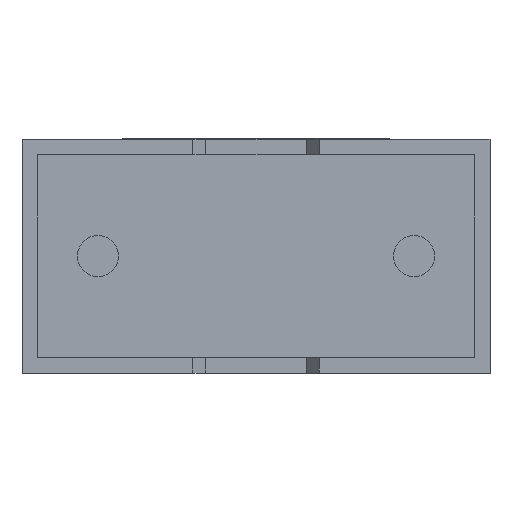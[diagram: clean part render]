
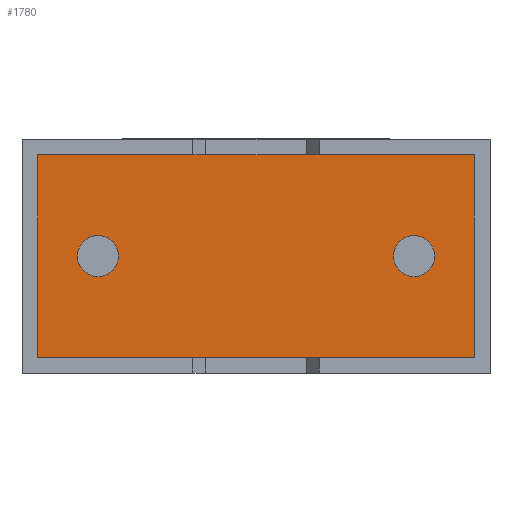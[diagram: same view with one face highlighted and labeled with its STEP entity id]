
A CAD part, front view. The second image highlights one B-rep face of the part: STEP entity #1780.
In plain terms, the highlighted planar face has unit normal (0, -1, 0).
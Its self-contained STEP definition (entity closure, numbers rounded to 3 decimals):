
#48 = CARTESIAN_POINT ( 'NONE',  ( 7.153, 0.75, 3.453 ) ) ;
#102 = EDGE_CURVE ( 'NONE', #931, #2795, #2076, .T. ) ;
#139 = VECTOR ( 'NONE', #2633, 1000. ) ;
#199 = FACE_BOUND ( 'NONE', #843, .T. ) ;
#330 = CARTESIAN_POINT ( 'NONE',  ( 0.247, 0.75, 0.247 ) ) ;
#335 = CARTESIAN_POINT ( 'NONE',  ( 6.2, 0.75, 1.85 ) ) ;
#360 = ORIENTED_EDGE ( 'NONE', *, *, #2606, .T. ) ;
#397 = EDGE_LOOP ( 'NONE', ( #865, #360, #3049, #806 ) ) ;
#434 = EDGE_CURVE ( 'NONE', #962, #2038, #2511, .T. ) ;
#514 = LINE ( 'NONE', #2299, #2357 ) ;
#547 = DIRECTION ( 'NONE',  ( 0., -1., 0. ) ) ;
#567 = CARTESIAN_POINT ( 'NONE',  ( 1.2, 0.75, 1.85 ) ) ;
#584 = ORIENTED_EDGE ( 'NONE', *, *, #2690, .F. ) ;
#592 = DIRECTION ( 'NONE',  ( 0., 0., -1. ) ) ;
#599 = AXIS2_PLACEMENT_3D ( 'NONE', #335, #1989, #592 ) ;
#650 = CARTESIAN_POINT ( 'NONE',  ( 0.247, 0.75, 3.453 ) ) ;
#702 = AXIS2_PLACEMENT_3D ( 'NONE', #915, #1143, #2783 ) ;
#737 = ORIENTED_EDGE ( 'NONE', *, *, #102, .F. ) ;
#741 = VERTEX_POINT ( 'NONE', #1038 ) ;
#788 = PLANE ( 'NONE',  #2248 ) ;
#798 = CARTESIAN_POINT ( 'NONE',  ( 0., 0.75, 0. ) ) ;
#806 = ORIENTED_EDGE ( 'NONE', *, *, #979, .T. ) ;
#843 = EDGE_LOOP ( 'NONE', ( #737, #2913 ) ) ;
#865 = ORIENTED_EDGE ( 'NONE', *, *, #434, .T. ) ;
#915 = CARTESIAN_POINT ( 'NONE',  ( 6.2, 0.75, 1.85 ) ) ;
#931 = VERTEX_POINT ( 'NONE', #2096 ) ;
#962 = VERTEX_POINT ( 'NONE', #650 ) ;
#979 = EDGE_CURVE ( 'NONE', #2629, #962, #514, .T. ) ;
#1015 = CARTESIAN_POINT ( 'NONE',  ( 0.247, 0.75, 0.247 ) ) ;
#1028 = CIRCLE ( 'NONE', #702, 0.325 ) ;
#1038 = CARTESIAN_POINT ( 'NONE',  ( 6.2, 0.75, 2.175 ) ) ;
#1143 = DIRECTION ( 'NONE',  ( 0., -1., 0. ) ) ;
#1201 = EDGE_LOOP ( 'NONE', ( #584, #1737 ) ) ;
#1243 = LINE ( 'NONE', #2351, #2669 ) ;
#1285 = DIRECTION ( 'NONE',  ( 0., -1., 0. ) ) ;
#1339 = CARTESIAN_POINT ( 'NONE',  ( 1.2, 0.75, 1.525 ) ) ;
#1354 = CARTESIAN_POINT ( 'NONE',  ( 6.2, 0.75, 1.525 ) ) ;
#1387 = CARTESIAN_POINT ( 'NONE',  ( 7.153, 0.75, 0.247 ) ) ;
#1506 = LINE ( 'NONE', #1015, #139 ) ;
#1576 = EDGE_CURVE ( 'NONE', #1952, #2629, #1243, .T. ) ;
#1728 = AXIS2_PLACEMENT_3D ( 'NONE', #567, #1285, #2207 ) ;
#1737 = ORIENTED_EDGE ( 'NONE', *, *, #3001, .F. ) ;
#1780 = ADVANCED_FACE ( 'NONE', ( #2774, #2703, #199 ), #788, .T. ) ;
#1798 = CIRCLE ( 'NONE', #599, 0.325 ) ;
#1888 = DIRECTION ( 'NONE',  ( 0., 0., 1. ) ) ;
#1925 = DIRECTION ( 'NONE',  ( 0., 0., -1. ) ) ;
#1952 = VERTEX_POINT ( 'NONE', #1387 ) ;
#1956 = VECTOR ( 'NONE', #2293, 1000. ) ;
#1989 = DIRECTION ( 'NONE',  ( 0., -1., 0. ) ) ;
#2038 = VERTEX_POINT ( 'NONE', #330 ) ;
#2053 = DIRECTION ( 'NONE',  ( 0., -1., 0. ) ) ;
#2061 = CARTESIAN_POINT ( 'NONE',  ( 0.247, 0.75, 3.453 ) ) ;
#2075 = CARTESIAN_POINT ( 'NONE',  ( 1.2, 0.75, 1.85 ) ) ;
#2076 = CIRCLE ( 'NONE', #1728, 0.325 ) ;
#2096 = CARTESIAN_POINT ( 'NONE',  ( 1.2, 0.75, 2.175 ) ) ;
#2162 = VERTEX_POINT ( 'NONE', #1354 ) ;
#2207 = DIRECTION ( 'NONE',  ( 0., 0., -1. ) ) ;
#2229 = AXIS2_PLACEMENT_3D ( 'NONE', #2075, #2053, #3011 ) ;
#2248 = AXIS2_PLACEMENT_3D ( 'NONE', #798, #547, #1925 ) ;
#2293 = DIRECTION ( 'NONE',  ( 0., 0., -1. ) ) ;
#2299 = CARTESIAN_POINT ( 'NONE',  ( 7.153, 0.75, 3.453 ) ) ;
#2351 = CARTESIAN_POINT ( 'NONE',  ( 7.153, 0.75, 0.247 ) ) ;
#2357 = VECTOR ( 'NONE', #2764, 1000. ) ;
#2511 = LINE ( 'NONE', #2061, #1956 ) ;
#2606 = EDGE_CURVE ( 'NONE', #2038, #1952, #1506, .T. ) ;
#2629 = VERTEX_POINT ( 'NONE', #48 ) ;
#2633 = DIRECTION ( 'NONE',  ( 1., 0., 0. ) ) ;
#2669 = VECTOR ( 'NONE', #1888, 1000. ) ;
#2690 = EDGE_CURVE ( 'NONE', #741, #2162, #1798, .T. ) ;
#2703 = FACE_OUTER_BOUND ( 'NONE', #397, .T. ) ;
#2764 = DIRECTION ( 'NONE',  ( -1., 0., 0. ) ) ;
#2774 = FACE_BOUND ( 'NONE', #1201, .T. ) ;
#2783 = DIRECTION ( 'NONE',  ( 0., 0., -1. ) ) ;
#2786 = CIRCLE ( 'NONE', #2229, 0.325 ) ;
#2795 = VERTEX_POINT ( 'NONE', #1339 ) ;
#2895 = EDGE_CURVE ( 'NONE', #2795, #931, #2786, .T. ) ;
#2913 = ORIENTED_EDGE ( 'NONE', *, *, #2895, .F. ) ;
#3001 = EDGE_CURVE ( 'NONE', #2162, #741, #1028, .T. ) ;
#3011 = DIRECTION ( 'NONE',  ( 0., 0., -1. ) ) ;
#3049 = ORIENTED_EDGE ( 'NONE', *, *, #1576, .T. ) ;
